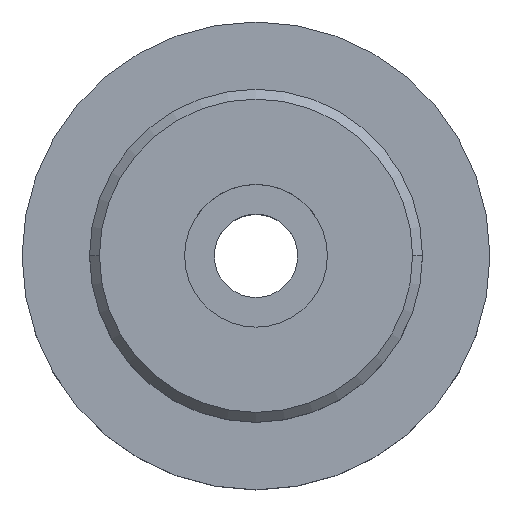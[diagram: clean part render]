
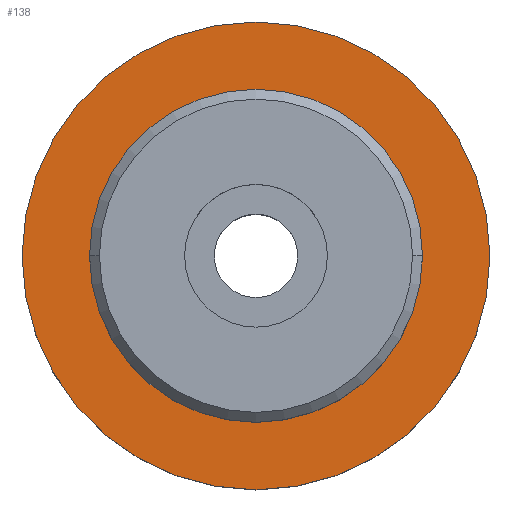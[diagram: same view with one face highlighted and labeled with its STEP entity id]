
A CAD part, top view. The second image highlights one B-rep face of the part: STEP entity #138.
In plain terms, the highlighted planar face has unit normal (0, 0, 1).
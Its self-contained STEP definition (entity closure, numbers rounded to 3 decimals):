
#120=EDGE_CURVE('',#176,#152,#288,.T.);
#126=EDGE_CURVE('',#194,#226,#296,.T.);
#132=EDGE_CURVE('',#226,#194,#303,.T.);
#138=ADVANCED_FACE('',(#309,#310),#311,.T.);
#152=VERTEX_POINT('',#326);
#154=EDGE_CURVE('',#152,#176,#328,.T.);
#176=VERTEX_POINT('',#352);
#194=VERTEX_POINT('',#371);
#226=VERTEX_POINT('',#408);
#288=CIRCLE('',#469,21.0);
#296=CIRCLE('',#478,29.5);
#303=CIRCLE('',#486,29.5);
#309=FACE_BOUND('',#495,.T.);
#310=FACE_OUTER_BOUND('',#496,.T.);
#311=PLANE('',#497);
#326=CARTESIAN_POINT('',(-21.0,0.,12.0));
#328=CIRCLE('',#519,21.0);
#352=CARTESIAN_POINT('',(21.0,0.,12.0));
#371=CARTESIAN_POINT('',(-29.5,0.,12.0));
#408=CARTESIAN_POINT('',(29.5,0.,12.0));
#469=AXIS2_PLACEMENT_3D('',#696,#697,#698);
#478=AXIS2_PLACEMENT_3D('',#715,#716,#717);
#486=AXIS2_PLACEMENT_3D('',#726,#727,#728);
#495=EDGE_LOOP('',(#734,#735));
#496=EDGE_LOOP('',(#736,#737));
#497=AXIS2_PLACEMENT_3D('',#738,#739,#740);
#519=AXIS2_PLACEMENT_3D('',#756,#757,#758);
#696=CARTESIAN_POINT('',(0.0,0.,12.0));
#697=DIRECTION('',(0.0,0.0,1.0));
#698=DIRECTION('',(-1.0,0.,0.0));
#715=CARTESIAN_POINT('',(0.0,0.,12.0));
#716=DIRECTION('',(0.0,0.0,1.0));
#717=DIRECTION('',(-1.0,0.,0.0));
#726=CARTESIAN_POINT('',(0.0,0.,12.0));
#727=DIRECTION('',(0.0,0.0,1.0));
#728=DIRECTION('',(-1.0,0.,0.0));
#734=ORIENTED_EDGE('',*,*,#154,.F.);
#735=ORIENTED_EDGE('',*,*,#120,.F.);
#736=ORIENTED_EDGE('',*,*,#126,.T.);
#737=ORIENTED_EDGE('',*,*,#132,.T.);
#738=CARTESIAN_POINT('',(-25.25,0.,12.0));
#739=DIRECTION('',(0.0,0.0,1.0));
#740=DIRECTION('',(-1.0,0.,0.0));
#756=CARTESIAN_POINT('',(0.0,0.,12.0));
#757=DIRECTION('',(0.0,0.0,1.0));
#758=DIRECTION('',(-1.0,0.,0.0));
